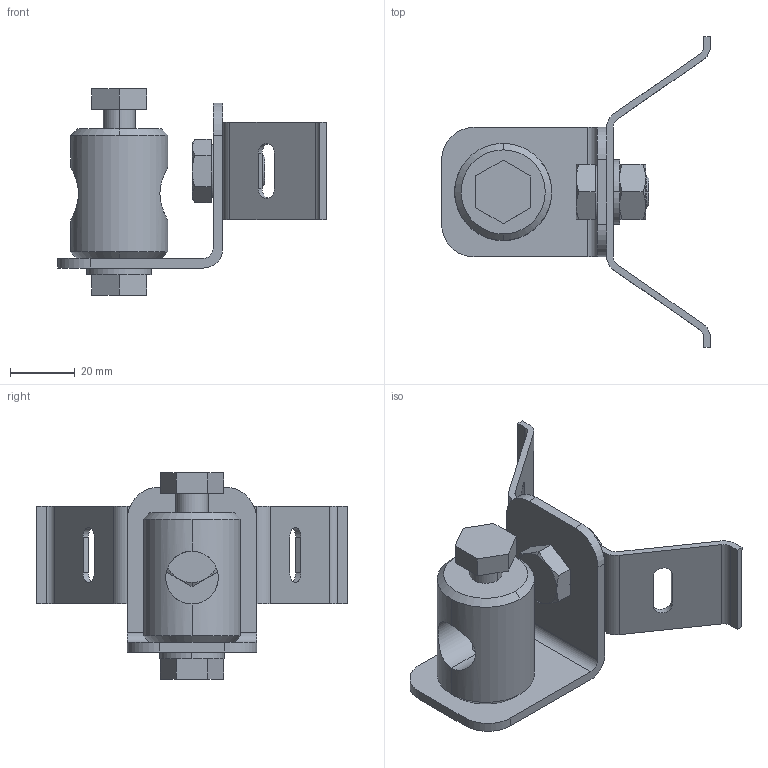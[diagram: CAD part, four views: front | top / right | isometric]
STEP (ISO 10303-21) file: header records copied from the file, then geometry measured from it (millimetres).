
FILE_DESCRIPTION(('CoCreate Modeling STEP Export'),'2;1');
FILE_NAME('5408994.stp','2019-04-24T10:46:37',(''),(''),'CoCreate Modeling STEP processor for AP214 (Solid Model)','CoCreate Modeling 16.00D 29-May-2009 (C) Parametric Technology GmbH','');
FILE_SCHEMA(('AUTOMOTIVE_DESIGN { 1 0 10303 214 1 1 1 1 }'));
Length unit declared in the file: millimetre
Products named in the file (9): PlatteIsotraverseSF103_04; Scheibe_DIN_126_-_11_-_.1; Befestigungsbuchse; Sechskantschraube_DIN_933-M10x14--.2; Befestigungsbolzen; winkel; Mutter_M_10_DIN_934; Schraube_M_10x16_DIN_933; Rohrbefestigung.1
Assembly tree (10 placements, depth 3):
  Rohrbefestigung.1
    Schraube_M_10x16_DIN_933
    Mutter_M_10_DIN_934
    winkel
    Befestigungsbolzen
      Sechskantschraube_DIN_933-M10x14--.2  x2
      Scheibe_DIN_126_-_11_-_.1
      Befestigungsbuchse
    Scheibe_DIN_126_-_11_-_.1
    PlatteIsotraverseSF103_04
Bounding box: 83 x 96 x 63.8 mm (x, y, z)
Volume: 49090.8 mm3; surface area: 28646.9 mm2
Topology: 9 solids, 9 shells, 159 faces, 388 edges, 246 vertices
Faces by surface type: plane 73, cylinder 50, cone 36
Entity records: 7077 total; most frequent: CARTESIAN_POINT 3702, ORIENTED_EDGE 696, DIRECTION 514, EDGE_CURVE 348, VERTEX_POINT 220, AXIS2_PLACEMENT_3D 176, VECTOR 162, LINE 162
